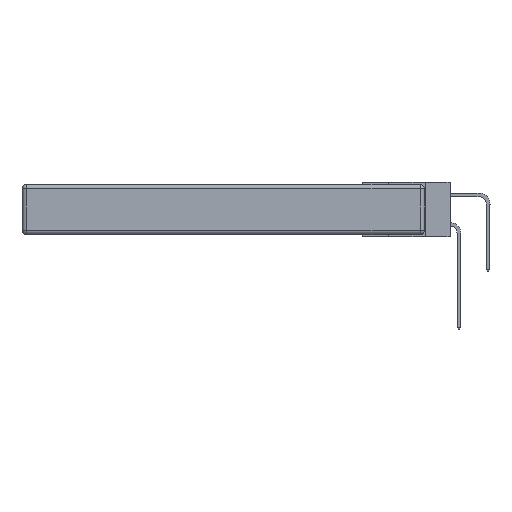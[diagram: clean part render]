
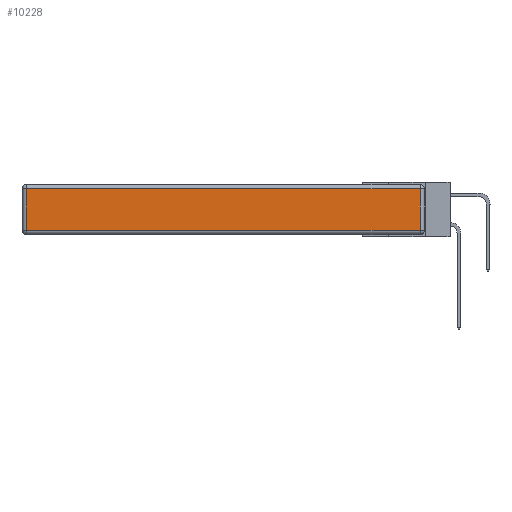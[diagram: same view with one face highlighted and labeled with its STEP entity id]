
A CAD part, left-side view. The second image highlights one B-rep face of the part: STEP entity #10228.
In plain terms, the highlighted planar face has unit normal (-1, 0, 0).
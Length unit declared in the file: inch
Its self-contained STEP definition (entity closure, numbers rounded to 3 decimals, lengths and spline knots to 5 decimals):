
#733 = CARTESIAN_POINT ( 'NONE',  ( 0., 0.03, -0.03 ) ) ;
#1753 = EDGE_CURVE ( 'NONE', #8606, #17997, #6228, .T. ) ;
#2069 = CARTESIAN_POINT ( 'NONE',  ( 0., 2.75, -0.03 ) ) ;
#2136 = EDGE_CURVE ( 'NONE', #6831, #3913, #4876, .T. ) ;
#2435 = DIRECTION ( 'NONE',  ( 0., 0., -1. ) ) ;
#2784 = EDGE_LOOP ( 'NONE', ( #4547, #4183, #17045, #15388 ) ) ;
#3913 = VERTEX_POINT ( 'NONE', #733 ) ;
#4183 = ORIENTED_EDGE ( 'NONE', *, *, #2136, .T. ) ;
#4547 = ORIENTED_EDGE ( 'NONE', *, *, #15870, .T. ) ;
#4605 = FACE_OUTER_BOUND ( 'NONE', #2784, .T. ) ;
#4876 = LINE ( 'NONE', #14259, #10014 ) ;
#4979 = CARTESIAN_POINT ( 'NONE',  ( 0., 0., -0.343 ) ) ;
#5392 = CARTESIAN_POINT ( 'NONE',  ( 0., 2.72, -0.343 ) ) ;
#5718 = DIRECTION ( 'NONE',  ( 0., 0., 1. ) ) ;
#5969 = CARTESIAN_POINT ( 'NONE',  ( 0., 0., -0.313 ) ) ;
#6228 = LINE ( 'NONE', #5392, #12041 ) ;
#6831 = VERTEX_POINT ( 'NONE', #15637 ) ;
#7346 = EDGE_CURVE ( 'NONE', #3913, #8606, #11375, .T. ) ;
#8381 = LINE ( 'NONE', #5969, #13249 ) ;
#8606 = VERTEX_POINT ( 'NONE', #12202 ) ;
#9359 = DIRECTION ( 'NONE',  ( 0., 0., 1. ) ) ;
#9394 = CARTESIAN_POINT ( 'NONE',  ( 0., 2.72, -0.313 ) ) ;
#10014 = VECTOR ( 'NONE', #5718, 39.37008 ) ;
#10228 = ADVANCED_FACE ( 'NONE', ( #4605 ), #17800, .T. ) ;
#10919 = DIRECTION ( 'NONE',  ( -1., 0., 0. ) ) ;
#11375 = LINE ( 'NONE', #2069, #11817 ) ;
#11817 = VECTOR ( 'NONE', #12100, 39.37008 ) ;
#12041 = VECTOR ( 'NONE', #2435, 39.37008 ) ;
#12100 = DIRECTION ( 'NONE',  ( 0., 1., 0. ) ) ;
#12202 = CARTESIAN_POINT ( 'NONE',  ( 0., 2.72, -0.03 ) ) ;
#13195 = DIRECTION ( 'NONE',  ( 0., -1., 0. ) ) ;
#13249 = VECTOR ( 'NONE', #13195, 39.37008 ) ;
#14259 = CARTESIAN_POINT ( 'NONE',  ( 0., 0.03, -0.343 ) ) ;
#15388 = ORIENTED_EDGE ( 'NONE', *, *, #1753, .T. ) ;
#15637 = CARTESIAN_POINT ( 'NONE',  ( 0., 0.03, -0.313 ) ) ;
#15759 = AXIS2_PLACEMENT_3D ( 'NONE', #4979, #10919, #9359 ) ;
#15870 = EDGE_CURVE ( 'NONE', #17997, #6831, #8381, .T. ) ;
#17045 = ORIENTED_EDGE ( 'NONE', *, *, #7346, .T. ) ;
#17800 = PLANE ( 'NONE',  #15759 ) ;
#17997 = VERTEX_POINT ( 'NONE', #9394 ) ;
